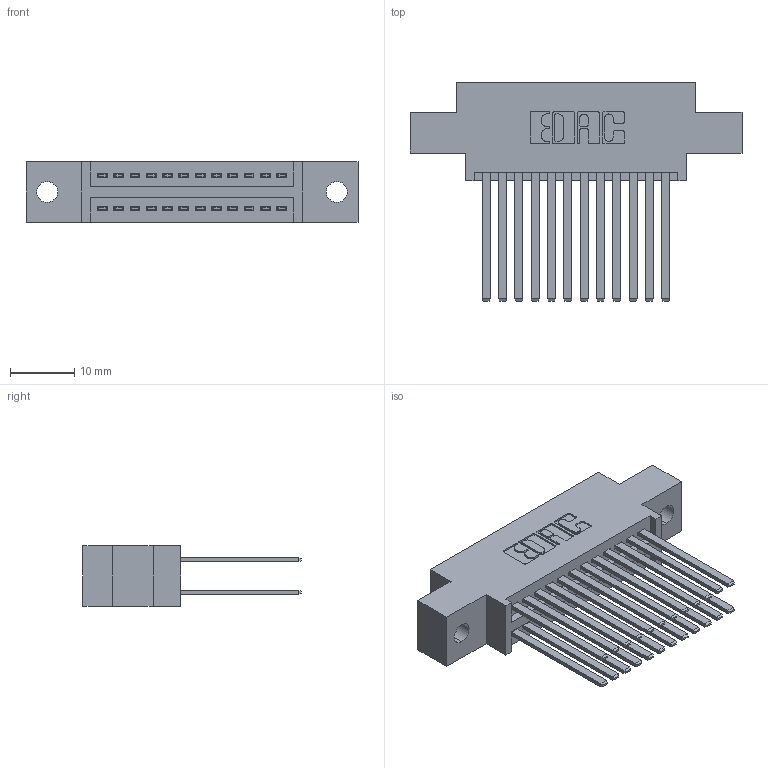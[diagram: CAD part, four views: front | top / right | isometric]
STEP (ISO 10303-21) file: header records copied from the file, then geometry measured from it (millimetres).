
FILE_DESCRIPTION (( 'STEP AP203' ), '1' );
FILE_NAME ('345-024-544-802.STEP', '2018-08-21T08:24:13', ( '' ), ( '' ), 'SwSTEP 2.0', 'SolidWorks 2016', '' );
FILE_SCHEMA (( 'CONFIG_CONTROL_DESIGN' ));
Length unit declared in the file: inch
Products named in the file (3): 345 Part_0.170 Offset - 0.128 Dia; 345-292-001_345-293-144; 345-024-544-802
Assembly tree (25 placements, depth 2):
  345-024-544-802
    345 Part_0.170 Offset - 0.128 Dia
    345-292-001_345-293-144  x24
Bounding box: 51.69 x 33.96 x 9.4 mm (x, y, z)
Volume: 4929 mm3; surface area: 7561.7 mm2
Topology: 25 solids, 25 shells, 1186 faces, 3497 edges, 2298 vertices
Faces by surface type: plane 780, cylinder 406
Entity records: 13405 total; most frequent: CARTESIAN_POINT 2276, ORIENTED_EDGE 2210, DIRECTION 2041, EDGE_CURVE 1105, LINE 929, VECTOR 929, VERTEX_POINT 734, AXIS2_PLACEMENT_3D 556
